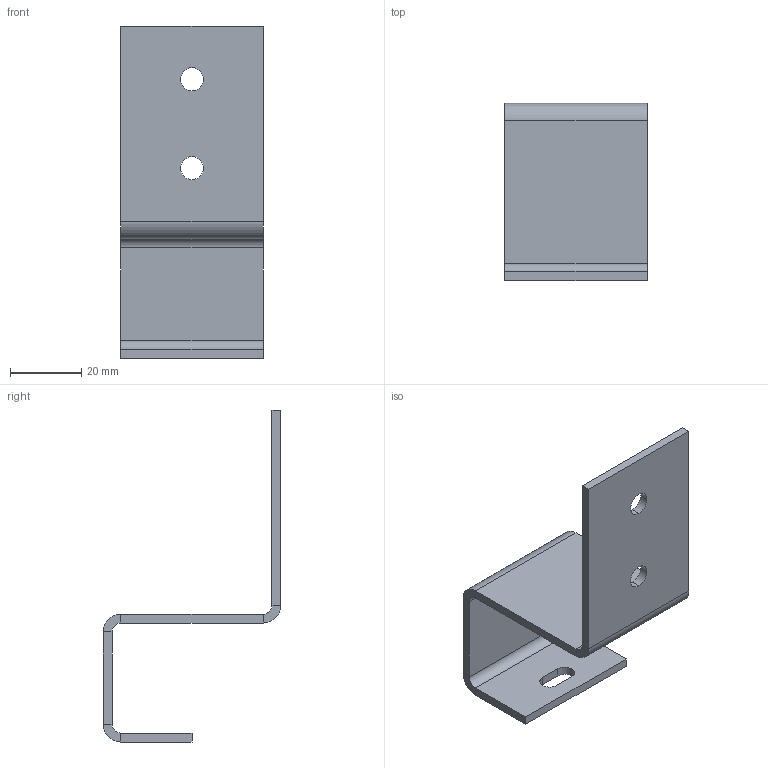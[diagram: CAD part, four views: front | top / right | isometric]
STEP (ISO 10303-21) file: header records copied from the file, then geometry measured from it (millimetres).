
FILE_DESCRIPTION((''),'2;1');
FILE_NAME('14009_NOSILEC_PROGE_N','2022-09-19T11:04:24',('PredragRovcanin'),('Audax d.o.o.'),'CREO PARAMETRIC BY PTC INC, 2020281','CREO PARAMETRIC BY PTC INC, 2020281','');
FILE_SCHEMA(('AUTOMOTIVE_DESIGN { 1 0 10303 214 1 1 1 1 }'));
Length unit declared in the file: millimetre
Products named in the file (1): 14009_NOSILEC_PROGE_N
Bounding box: 40 x 50 x 93.5 mm (x, y, z)
Volume: 15559.3 mm3; surface area: 13616.1 mm2
Topology: 1 solids, 1 shells, 38 faces, 88 edges, 56 vertices
Faces by surface type: plane 26, cylinder 12
Entity records: 1807 total; most frequent: COLOUR_RGB 320, DIRECTION 190, CARTESIAN_POINT 177, ORIENTED_EDGE 168, EDGE_CURVE 84, PROPERTY_DEFINITION 73, REPRESENTATION 71, PROPERTY_DEFINITION_REPRESENTATION 71
